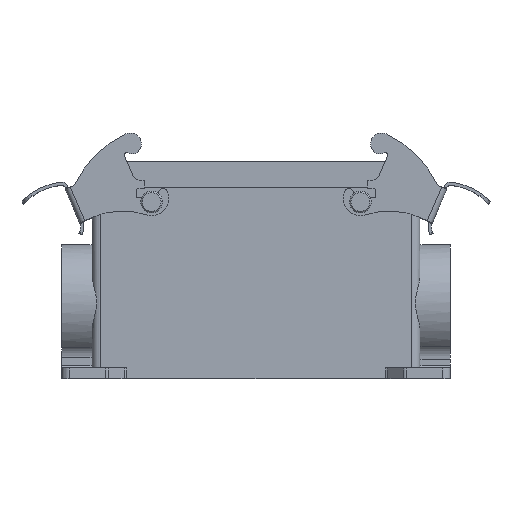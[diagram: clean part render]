
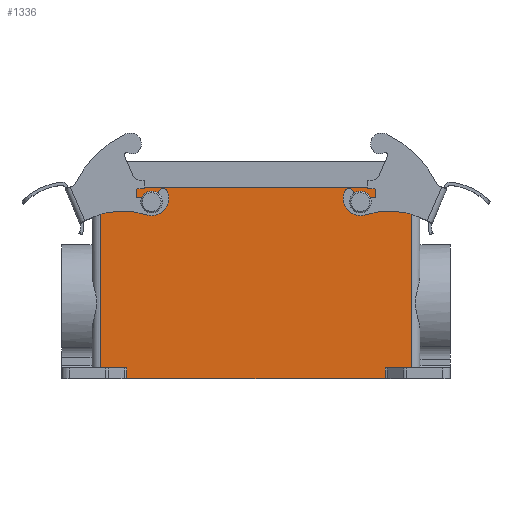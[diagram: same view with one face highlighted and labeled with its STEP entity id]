
A CAD part, top view. The second image highlights one B-rep face of the part: STEP entity #1336.
In plain terms, the highlighted planar face has unit normal (0, 0, 1).
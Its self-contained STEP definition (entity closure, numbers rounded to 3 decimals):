
#244 = VERTEX_POINT ( 'NONE', #2046 ) ;
#384 = VERTEX_POINT ( 'NONE', #1983 ) ;
#733 = VERTEX_POINT ( 'NONE', #1885 ) ;
#790 = VERTEX_POINT ( 'NONE', #2435 ) ;
#792 = VERTEX_POINT ( 'NONE', #2433 ) ;
#793 = VERTEX_POINT ( 'NONE', #2432 ) ;
#794 = VERTEX_POINT ( 'NONE', #2431 ) ;
#828 = VERTEX_POINT ( 'NONE', #2429 ) ;
#857 = CARTESIAN_POINT ( 'NONE',  ( 29.5, 65.225, -6.75 ) ) ;
#858 = CARTESIAN_POINT ( 'NONE',  ( 106.5, 65.225, -6.75 ) ) ;
#1050 = AXIS2_PLACEMENT_3D ( 'NONE', #2296, #2295, #2294 ) ;
#1336 = ADVANCED_FACE ( 'NONE', ( #6967, #6966, #6965 ), #2297, .F. ) ;
#1457 = EDGE_CURVE ( 'NONE', #828, #792, #6842, .T. ) ;
#1458 = EDGE_CURVE ( 'NONE', #7491, #7491, #2824, .T. ) ;
#1459 = EDGE_CURVE ( 'NONE', #828, #793, #6835, .T. ) ;
#1460 = EDGE_CURVE ( 'NONE', #792, #790, #6833, .T. ) ;
#1461 = EDGE_CURVE ( 'NONE', #384, #790, #6832, .T. ) ;
#1462 = EDGE_CURVE ( 'NONE', #794, #384, #6831, .T. ) ;
#1463 = EDGE_CURVE ( 'NONE', #794, #733, #6830, .T. ) ;
#1464 = EDGE_CURVE ( 'NONE', #733, #244, #6829, .T. ) ;
#1465 = EDGE_CURVE ( 'NONE', #244, #793, #6828, .T. ) ;
#1466 = EDGE_CURVE ( 'NONE', #7492, #7492, #2872, .T. ) ;
#1885 = CARTESIAN_POINT ( 'NONE',  ( 14.25, 4., -6.75 ) ) ;
#1983 = CARTESIAN_POINT ( 'NONE',  ( 129.25, 70.5, -6.75 ) ) ;
#2046 = CARTESIAN_POINT ( 'NONE',  ( 24.138, 4., -6.75 ) ) ;
#2294 = DIRECTION ( 'NONE',  ( -1., 0., 0. ) ) ;
#2295 = DIRECTION ( 'NONE',  ( 0., 0., -1. ) ) ;
#2296 = CARTESIAN_POINT ( 'NONE',  ( 14.25, 70.5, -6.75 ) ) ;
#2297 = PLANE ( 'NONE',  #1050 ) ;
#2429 = CARTESIAN_POINT ( 'NONE',  ( 119.362, 0., -6.75 ) ) ;
#2431 = CARTESIAN_POINT ( 'NONE',  ( 14.25, 70.5, -6.75 ) ) ;
#2432 = CARTESIAN_POINT ( 'NONE',  ( 24.138, 0., -6.75 ) ) ;
#2433 = CARTESIAN_POINT ( 'NONE',  ( 119.362, 4., -6.75 ) ) ;
#2435 = CARTESIAN_POINT ( 'NONE',  ( 129.25, 4., -6.75 ) ) ;
#2517 = EDGE_LOOP ( 'NONE', ( #10302 ) ) ;
#2565 = EDGE_LOOP ( 'NONE', ( #10291 ) ) ;
#2568 = EDGE_LOOP ( 'NONE', ( #10293, #10295, #10294, #10296, #10297, #10298, #10299, #10300 ) ) ;
#2809 = VECTOR ( 'NONE', #10812, 1000. ) ;
#2810 = VECTOR ( 'NONE', #10806, 1000. ) ;
#2811 = VECTOR ( 'NONE', #10798, 1000. ) ;
#2812 = VECTOR ( 'NONE', #10828, 1000. ) ;
#2813 = VECTOR ( 'NONE', #10792, 1000. ) ;
#2814 = AXIS2_PLACEMENT_3D ( 'NONE', #10785, #10782, #10779 ) ;
#2824 = CIRCLE ( 'NONE', #2834, 3.75 ) ;
#2825 = VECTOR ( 'NONE', #10854, 1000. ) ;
#2834 = AXIS2_PLACEMENT_3D ( 'NONE', #10848, #10845, #10843 ) ;
#2840 = VECTOR ( 'NONE', #10836, 1000. ) ;
#2869 = VECTOR ( 'NONE', #10820, 1000. ) ;
#2872 = CIRCLE ( 'NONE', #2814, 3.75 ) ;
#6828 = LINE ( 'NONE', #10793, #2813 ) ;
#6829 = LINE ( 'NONE', #10802, #2811 ) ;
#6830 = LINE ( 'NONE', #10809, #2810 ) ;
#6831 = LINE ( 'NONE', #10814, #2809 ) ;
#6832 = LINE ( 'NONE', #10823, #2869 ) ;
#6833 = LINE ( 'NONE', #10831, #2812 ) ;
#6835 = LINE ( 'NONE', #10839, #2840 ) ;
#6842 = LINE ( 'NONE', #10857, #2825 ) ;
#6965 = FACE_BOUND ( 'NONE', #2517, .T. ) ;
#6966 = FACE_OUTER_BOUND ( 'NONE', #2568, .T. ) ;
#6967 = FACE_BOUND ( 'NONE', #2565, .T. ) ;
#7491 = VERTEX_POINT ( 'NONE', #857 ) ;
#7492 = VERTEX_POINT ( 'NONE', #858 ) ;
#10291 = ORIENTED_EDGE ( 'NONE', *, *, #1458, .F. ) ;
#10293 = ORIENTED_EDGE ( 'NONE', *, *, #1459, .F. ) ;
#10294 = ORIENTED_EDGE ( 'NONE', *, *, #1460, .T. ) ;
#10295 = ORIENTED_EDGE ( 'NONE', *, *, #1457, .T. ) ;
#10296 = ORIENTED_EDGE ( 'NONE', *, *, #1461, .F. ) ;
#10297 = ORIENTED_EDGE ( 'NONE', *, *, #1462, .F. ) ;
#10298 = ORIENTED_EDGE ( 'NONE', *, *, #1463, .T. ) ;
#10299 = ORIENTED_EDGE ( 'NONE', *, *, #1464, .T. ) ;
#10300 = ORIENTED_EDGE ( 'NONE', *, *, #1465, .T. ) ;
#10302 = ORIENTED_EDGE ( 'NONE', *, *, #1466, .F. ) ;
#10779 = DIRECTION ( 'NONE',  ( -1., 0., 0. ) ) ;
#10782 = DIRECTION ( 'NONE',  ( 0., 0., 1. ) ) ;
#10785 = CARTESIAN_POINT ( 'NONE',  ( 110.25, 65.225, -6.75 ) ) ;
#10792 = DIRECTION ( 'NONE',  ( 0., -1., 0. ) ) ;
#10793 = CARTESIAN_POINT ( 'NONE',  ( 24.138, 0., -6.75 ) ) ;
#10798 = DIRECTION ( 'NONE',  ( 1., 0., 0. ) ) ;
#10802 = CARTESIAN_POINT ( 'NONE',  ( 14.25, 4., -6.75 ) ) ;
#10806 = DIRECTION ( 'NONE',  ( 0., -1., 0. ) ) ;
#10809 = CARTESIAN_POINT ( 'NONE',  ( 14.25, 70.5, -6.75 ) ) ;
#10812 = DIRECTION ( 'NONE',  ( 1., 0., 0. ) ) ;
#10814 = CARTESIAN_POINT ( 'NONE',  ( 14.25, 70.5, -6.75 ) ) ;
#10820 = DIRECTION ( 'NONE',  ( 0., -1., 0. ) ) ;
#10823 = CARTESIAN_POINT ( 'NONE',  ( 129.25, 70.5, -6.75 ) ) ;
#10828 = DIRECTION ( 'NONE',  ( 1., 0., 0. ) ) ;
#10831 = CARTESIAN_POINT ( 'NONE',  ( 14.25, 4., -6.75 ) ) ;
#10836 = DIRECTION ( 'NONE',  ( -1., 0., 0. ) ) ;
#10839 = CARTESIAN_POINT ( 'NONE',  ( 23.5, 0., -6.75 ) ) ;
#10843 = DIRECTION ( 'NONE',  ( -1., 0., 0. ) ) ;
#10845 = DIRECTION ( 'NONE',  ( 0., 0., 1. ) ) ;
#10848 = CARTESIAN_POINT ( 'NONE',  ( 33.25, 65.225, -6.75 ) ) ;
#10854 = DIRECTION ( 'NONE',  ( 0., 1., 0. ) ) ;
#10857 = CARTESIAN_POINT ( 'NONE',  ( 119.362, 4., -6.75 ) ) ;
